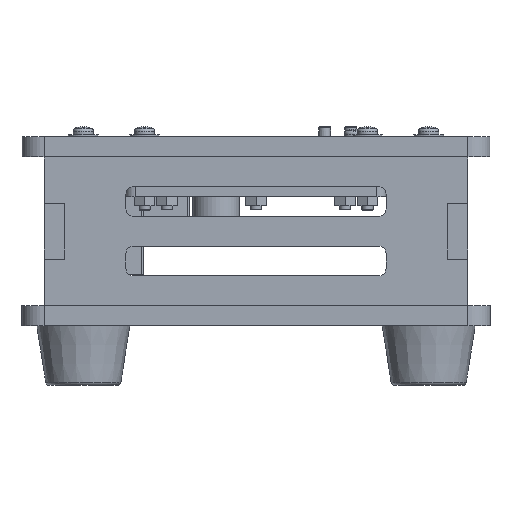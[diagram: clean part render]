
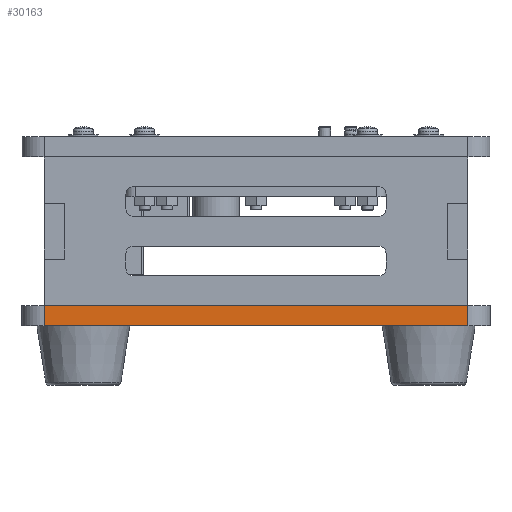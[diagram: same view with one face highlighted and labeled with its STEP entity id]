
A CAD part, front view. The second image highlights one B-rep face of the part: STEP entity #30163.
In plain terms, the highlighted planar face has unit normal (0, -1, 0).
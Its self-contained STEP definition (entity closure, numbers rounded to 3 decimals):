
#2631=PLANE('',#32366);
#3524=FACE_OUTER_BOUND('',#5081,.T.);
#5081=EDGE_LOOP('',(#22371,#22372,#22373,#22374));
#7035=LINE('',#45830,#9634);
#7045=LINE('',#45877,#9644);
#7046=LINE('',#45880,#9645);
#7047=LINE('',#45881,#9646);
#9634=VECTOR('',#36239,10.);
#9644=VECTOR('',#36291,10.);
#9645=VECTOR('',#36294,10.);
#9646=VECTOR('',#36295,10.);
#13859=VERTEX_POINT('',#45827);
#13860=VERTEX_POINT('',#45829);
#13876=VERTEX_POINT('',#45875);
#13877=VERTEX_POINT('',#45879);
#17422=EDGE_CURVE('',#13859,#13860,#7035,.T.);
#17446=EDGE_CURVE('',#13876,#13860,#7045,.T.);
#17447=EDGE_CURVE('',#13877,#13876,#7046,.T.);
#17448=EDGE_CURVE('',#13877,#13859,#7047,.T.);
#22371=ORIENTED_EDGE('',*,*,#17447,.T.);
#22372=ORIENTED_EDGE('',*,*,#17446,.T.);
#22373=ORIENTED_EDGE('',*,*,#17422,.F.);
#22374=ORIENTED_EDGE('',*,*,#17448,.F.);
#30163=ADVANCED_FACE('',(#3524),#2631,.T.);
#32366=AXIS2_PLACEMENT_3D('',#45878,#36292,#36293);
#36239=DIRECTION('',(1.,0.,0.));
#36291=DIRECTION('',(0.,0.,1.));
#36292=DIRECTION('center_axis',(0.,-1.,0.));
#36293=DIRECTION('ref_axis',(1.,0.,0.));
#36294=DIRECTION('',(1.,0.,0.));
#36295=DIRECTION('',(0.,0.,1.));
#45827=CARTESIAN_POINT('',(-162.,-125.626,-213.026));
#45829=CARTESIAN_POINT('',(-48.,-125.626,-213.026));
#45830=CARTESIAN_POINT('',(-168.,-125.626,-213.026));
#45875=CARTESIAN_POINT('',(-48.,-125.626,-218.526));
#45877=CARTESIAN_POINT('',(-48.,-125.626,-218.526));
#45878=CARTESIAN_POINT('Origin',(-162.,-125.626,-218.526));
#45879=CARTESIAN_POINT('',(-162.,-125.626,-218.526));
#45880=CARTESIAN_POINT('',(-168.,-125.626,-218.526));
#45881=CARTESIAN_POINT('',(-162.,-125.626,-218.526));
